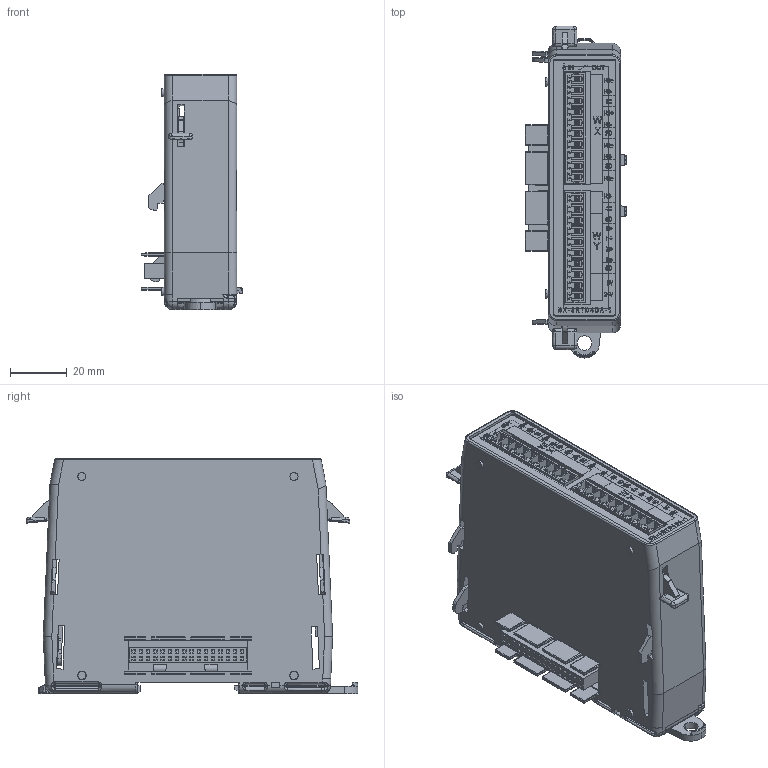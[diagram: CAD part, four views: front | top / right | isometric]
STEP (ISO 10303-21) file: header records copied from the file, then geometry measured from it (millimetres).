
FILE_DESCRIPTION (( 'STEP AP214' ), '1' );
FILE_NAME ('BX-4RTD4DA-1.STEP', '2019-05-07T17:32:54', ( '' ), ( '' ), 'SwSTEP 2.0', 'SolidWorks 2017', '' );
FILE_SCHEMA (( 'AUTOMOTIVE_DESIGN' ));
Length unit declared in the file: inch
Products named in the file (1): BX-4RTD4DA-1
Bounding box: 35.6 x 116.5 x 82.55 mm (x, y, z)
Volume: 154972.9 mm3; surface area: 57589 mm2
Topology: 11 solids, 33 shells, 4966 faces, 12991 edges, 8326 vertices
Faces by surface type: plane 3507, bspline 652, cylinder 636, cone 114, torus 46, sphere 11
Entity records: 199522 total; most frequent: CARTESIAN_POINT 73273, ORIENTED_EDGE 25934, DIRECTION 20864, EDGE_CURVE 12967, VECTOR 9832, LINE 9832, VERTEX_POINT 8318, AXIS2_PLACEMENT_3D 5516
